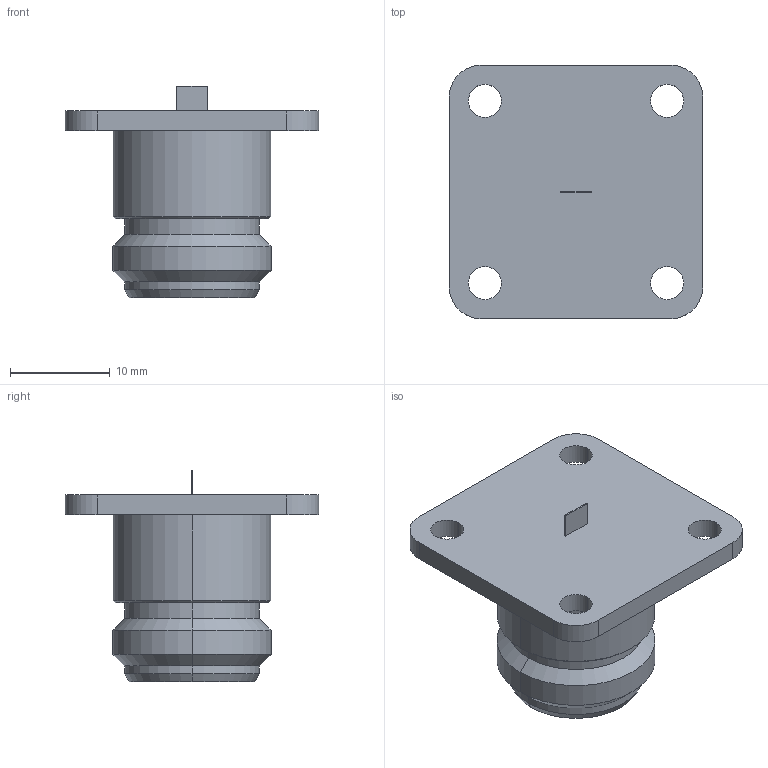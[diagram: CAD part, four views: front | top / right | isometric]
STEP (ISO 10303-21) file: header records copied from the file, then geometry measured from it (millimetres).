
FILE_DESCRIPTION (( 'STEP AP203' ), '1' );
FILE_NAME ('R161.419.020A.STEP', '2015-06-22T06:53:29', ( '' ), ( '' ), 'SwSTEP 2.0', 'SolidWorks 2014', '' );
FILE_SCHEMA (( 'CONFIG_CONTROL_DESIGN' ));
Length unit declared in the file: metre
Products named in the file (1): R161.419.020A
Bounding box: 25.4 x 25.4 x 21.2 mm (x, y, z)
Volume: 3669.7 mm3; surface area: 2699 mm2
Topology: 1 solids, 1 shells, 81 faces, 193 edges, 124 vertices
Faces by surface type: cone 32, cylinder 25, plane 22, torus 2
Entity records: 2546 total; most frequent: CARTESIAN_POINT 567, DIRECTION 407, ORIENTED_EDGE 386, EDGE_CURVE 193, AXIS2_PLACEMENT_3D 172, VERTEX_POINT 124, EDGE_LOOP 99, CIRCLE 90
